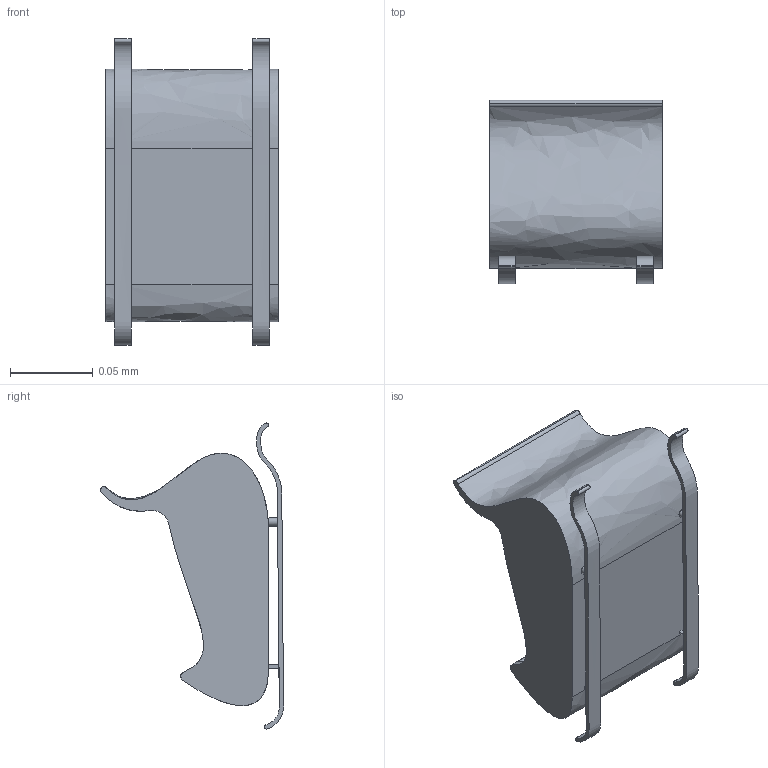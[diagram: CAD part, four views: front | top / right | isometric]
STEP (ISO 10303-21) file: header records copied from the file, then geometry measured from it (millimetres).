
FILE_DESCRIPTION (( 'STEP AP203' ), '1' );
FILE_NAME ('treno.STEP', '2020-12-15T09:30:39', ( '' ), ( '' ), 'SwSTEP 2.0', 'SolidWorks 2019', '' );
FILE_SCHEMA (( 'CONFIG_CONTROL_DESIGN' ));
Length unit declared in the file: millimetre
Products named in the file (1): treno
Bounding box: 0.1 x 0.11 x 0.18 mm (x, y, z)
Volume: 0 mm3; surface area: 0.1 mm2
Topology: 1 solids, 1 shells, 50 faces, 120 edges, 74 vertices
Faces by surface type: plane 21, cylinder 18, bspline 11
Entity records: 2305 total; most frequent: CARTESIAN_POINT 1168, ORIENTED_EDGE 240, DIRECTION 178, EDGE_CURVE 120, VERTEX_POINT 74, AXIS2_PLACEMENT_3D 66, EDGE_LOOP 56, ADVANCED_FACE 50
